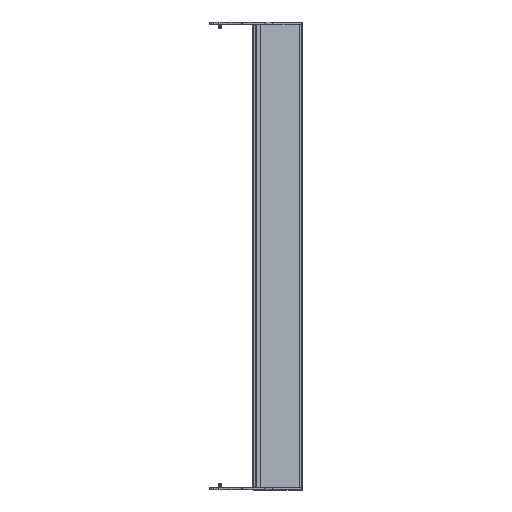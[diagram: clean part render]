
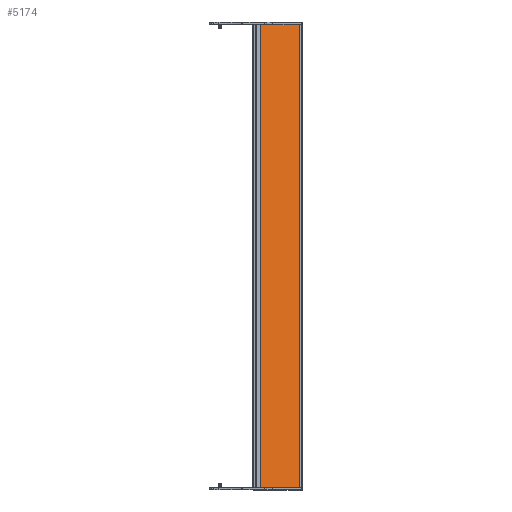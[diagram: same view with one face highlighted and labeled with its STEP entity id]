
A CAD part, top view. The second image highlights one B-rep face of the part: STEP entity #5174.
In plain terms, the highlighted planar face has unit normal (0.375, 0, 0.927).
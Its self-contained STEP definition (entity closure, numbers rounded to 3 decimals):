
#39 = ORIENTED_EDGE ( 'NONE', *, *, #6315, .F. ) ;
#496 = CARTESIAN_POINT ( 'NONE',  ( 59.467, -300., 15.569 ) ) ;
#567 = CARTESIAN_POINT ( 'NONE',  ( 9.121, 300., 35.91 ) ) ;
#1133 = VERTEX_POINT ( 'NONE', #567 ) ;
#3048 = CARTESIAN_POINT ( 'NONE',  ( 9.121, -300., 35.91 ) ) ;
#4622 = DIRECTION ( 'NONE',  ( 0., 1., 0. ) ) ;
#5174 = ADVANCED_FACE ( 'NONE', ( #25792 ), #17409, .F. ) ;
#6090 = CARTESIAN_POINT ( 'NONE',  ( 59.467, -300., 15.569 ) ) ;
#6315 = EDGE_CURVE ( 'NONE', #18724, #1133, #12138, .T. ) ;
#6693 = DIRECTION ( 'NONE',  ( -0.927, 0., 0.375 ) ) ;
#6985 = ORIENTED_EDGE ( 'NONE', *, *, #15657, .T. ) ;
#7296 = VECTOR ( 'NONE', #21799, 1000. ) ;
#7945 = VECTOR ( 'NONE', #20616, 1000. ) ;
#8954 = DIRECTION ( 'NONE',  ( 0.927, 0., -0.375 ) ) ;
#9113 = LINE ( 'NONE', #496, #22357 ) ;
#9130 = CARTESIAN_POINT ( 'NONE',  ( 9.121, 300., 35.91 ) ) ;
#9479 = CARTESIAN_POINT ( 'NONE',  ( 9.121, -300., 35.91 ) ) ;
#11135 = EDGE_CURVE ( 'NONE', #13249, #1133, #19536, .T. ) ;
#11419 = DIRECTION ( 'NONE',  ( -0.375, 0., -0.927 ) ) ;
#11869 = ORIENTED_EDGE ( 'NONE', *, *, #23791, .F. ) ;
#12138 = LINE ( 'NONE', #24865, #7945 ) ;
#13249 = VERTEX_POINT ( 'NONE', #18513 ) ;
#13739 = LINE ( 'NONE', #9479, #7296 ) ;
#14297 = ORIENTED_EDGE ( 'NONE', *, *, #11135, .T. ) ;
#15204 = EDGE_LOOP ( 'NONE', ( #14297, #39, #11869, #6985 ) ) ;
#15657 = EDGE_CURVE ( 'NONE', #23673, #13249, #9113, .T. ) ;
#16577 = VECTOR ( 'NONE', #6693, 1000. ) ;
#17409 = PLANE ( 'NONE',  #19668 ) ;
#18472 = CARTESIAN_POINT ( 'NONE',  ( 9.121, -300., 35.91 ) ) ;
#18513 = CARTESIAN_POINT ( 'NONE',  ( 59.467, 300., 15.569 ) ) ;
#18724 = VERTEX_POINT ( 'NONE', #18472 ) ;
#19536 = LINE ( 'NONE', #9130, #16577 ) ;
#19668 = AXIS2_PLACEMENT_3D ( 'NONE', #3048, #11419, #8954 ) ;
#20616 = DIRECTION ( 'NONE',  ( 0., 1., 0. ) ) ;
#21799 = DIRECTION ( 'NONE',  ( -0.927, 0., 0.375 ) ) ;
#22357 = VECTOR ( 'NONE', #4622, 1000. ) ;
#23673 = VERTEX_POINT ( 'NONE', #6090 ) ;
#23791 = EDGE_CURVE ( 'NONE', #23673, #18724, #13739, .T. ) ;
#24865 = CARTESIAN_POINT ( 'NONE',  ( 9.121, -300., 35.91 ) ) ;
#25792 = FACE_OUTER_BOUND ( 'NONE', #15204, .T. ) ;
